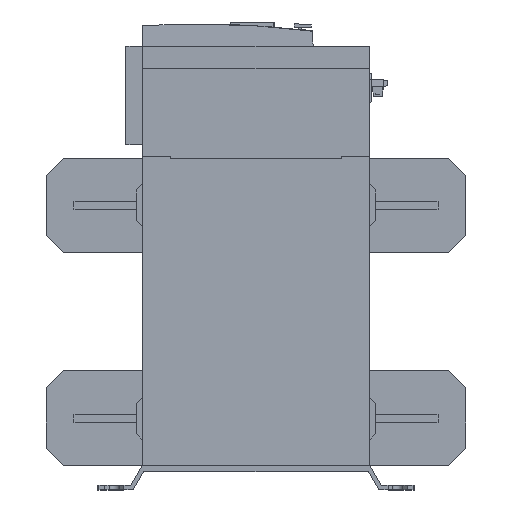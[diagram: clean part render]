
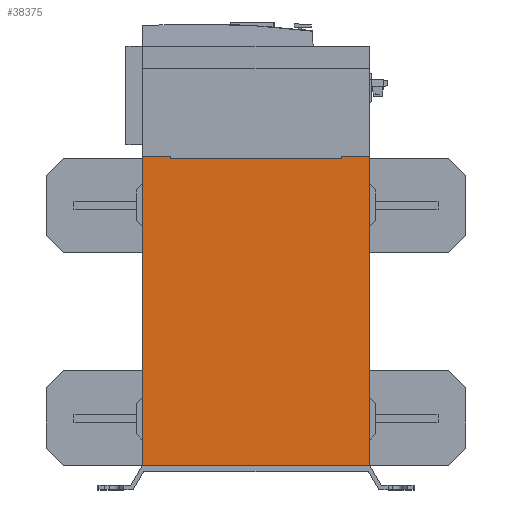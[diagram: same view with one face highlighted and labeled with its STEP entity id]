
A CAD part, left-side view. The second image highlights one B-rep face of the part: STEP entity #38375.
In plain terms, the highlighted planar face has unit normal (-1, 0, 0).
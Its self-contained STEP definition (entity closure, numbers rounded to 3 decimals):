
#26144=DIRECTION('',(0.,0.,1.));
#26145=VECTOR('',#26144,272.1);
#26146=CARTESIAN_POINT('',(-140.,-100.,22.));
#26147=LINE('',#26146,#26145);
#28947=DIRECTION('',(0.,0.,-1.));
#28948=VECTOR('',#28947,272.1);
#28949=CARTESIAN_POINT('',(-140.,100.,294.1));
#28950=LINE('',#28949,#28948);
#30280=DIRECTION('',(0.,-1.,0.));
#30281=VECTOR('',#30280,200.);
#30282=CARTESIAN_POINT('',(-140.,100.,22.));
#30283=LINE('',#30282,#30281);
#30287=DIRECTION('',(0.,-1.,0.));
#30288=VECTOR('',#30287,24.5);
#30289=CARTESIAN_POINT('',(-140.,100.,294.1));
#30290=LINE('',#30289,#30288);
#30294=DIRECTION('',(0.,0.,-1.));
#30295=VECTOR('',#30294,2.);
#30296=CARTESIAN_POINT('',(-140.,75.5,294.1));
#30297=LINE('',#30296,#30295);
#30301=DIRECTION('',(0.,-1.,0.));
#30302=VECTOR('',#30301,151.);
#30303=CARTESIAN_POINT('',(-140.,75.5,292.1));
#30304=LINE('',#30303,#30302);
#30308=DIRECTION('',(0.,0.,1.));
#30309=VECTOR('',#30308,2.);
#30310=CARTESIAN_POINT('',(-140.,-75.5,292.1));
#30311=LINE('',#30310,#30309);
#30315=DIRECTION('',(0.,-1.,0.));
#30316=VECTOR('',#30315,24.5);
#30317=CARTESIAN_POINT('',(-140.,-75.5,294.1));
#30318=LINE('',#30317,#30316);
#31249=CARTESIAN_POINT('',(-140.,-100.,294.1));
#31251=VERTEX_POINT('',#31249);
#31499=CARTESIAN_POINT('',(-140.,100.,294.1));
#31500=VERTEX_POINT('',#31499);
#31677=CARTESIAN_POINT('',(-140.,75.5,294.1));
#31678=VERTEX_POINT('',#31677);
#31679=CARTESIAN_POINT('',(-140.,75.5,292.1));
#31680=VERTEX_POINT('',#31679);
#31681=CARTESIAN_POINT('',(-140.,-75.5,292.1));
#31682=VERTEX_POINT('',#31681);
#31683=CARTESIAN_POINT('',(-140.,-75.5,294.1));
#31684=VERTEX_POINT('',#31683);
#32305=CARTESIAN_POINT('',(-140.,100.,22.));
#32306=CARTESIAN_POINT('',(-140.,-100.,22.));
#32307=VERTEX_POINT('',#32305);
#32308=VERTEX_POINT('',#32306);
#38356=CARTESIAN_POINT('',(-140.,0.,21.7));
#38357=DIRECTION('',(-1.,0.,0.));
#38358=DIRECTION('',(0.,0.,1.));
#38359=AXIS2_PLACEMENT_3D('',#38356,#38357,#38358);
#38360=PLANE('',#38359);
#38362=ORIENTED_EDGE('',*,*,#38361,.F.);
#38363=ORIENTED_EDGE('',*,*,#36075,.F.);
#38365=ORIENTED_EDGE('',*,*,#38364,.T.);
#38367=ORIENTED_EDGE('',*,*,#38366,.T.);
#38368=ORIENTED_EDGE('',*,*,#37772,.T.);
#38370=ORIENTED_EDGE('',*,*,#38369,.T.);
#38371=ORIENTED_EDGE('',*,*,#38340,.T.);
#38372=ORIENTED_EDGE('',*,*,#32344,.F.);
#38373=EDGE_LOOP('',(#38362,#38363,#38365,#38367,#38368,#38370,#38371,#38372));
#38374=FACE_OUTER_BOUND('',#38373,.F.);
#32344=EDGE_CURVE('',#32308,#31251,#26147,.T.);
#36075=EDGE_CURVE('',#31500,#32307,#28950,.T.);
#37772=EDGE_CURVE('',#31680,#31682,#30304,.T.);
#38340=EDGE_CURVE('',#31684,#31251,#30318,.T.);
#38361=EDGE_CURVE('',#32307,#32308,#30283,.T.);
#38364=EDGE_CURVE('',#31500,#31678,#30290,.T.);
#38366=EDGE_CURVE('',#31678,#31680,#30297,.T.);
#38369=EDGE_CURVE('',#31682,#31684,#30311,.T.);
#38375=ADVANCED_FACE('',(#38374),#38360,.T.);
